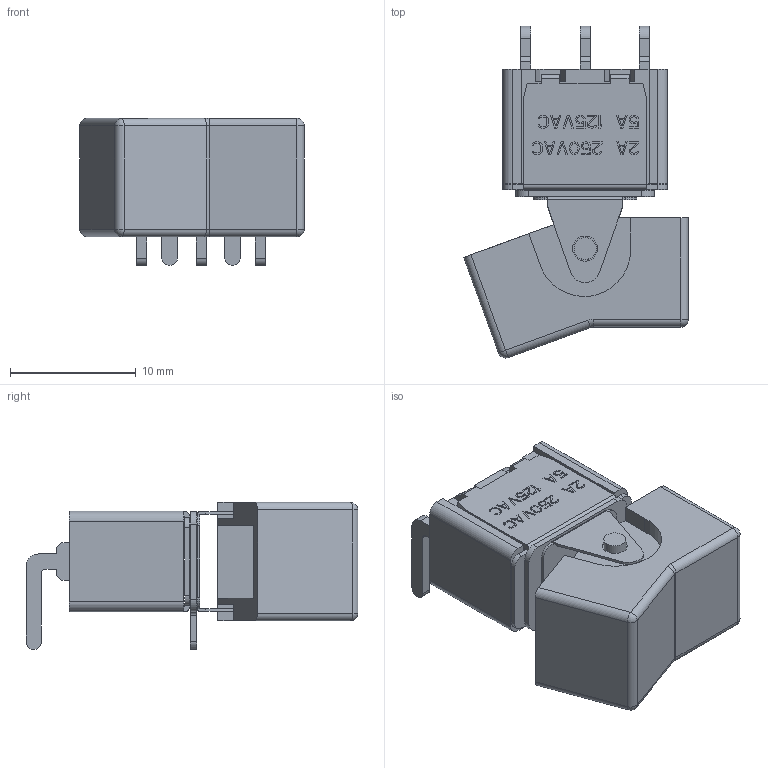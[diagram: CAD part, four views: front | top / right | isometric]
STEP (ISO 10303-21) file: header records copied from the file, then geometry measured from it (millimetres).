
FILE_DESCRIPTION((''),'2;1');
FILE_NAME('180','2021-05-11T22:27:55',('Administrator'),(''),'CREO PARAMETRIC BY PTC INC, 2016510','CREO PARAMETRIC BY PTC INC, 2016510','');
FILE_SCHEMA(('CONFIG_CONTROL_DESIGN','GEOMETRIC_VALIDATION_PROPERTIES_MIM'));
Length unit declared in the file: millimetre
Products named in the file (1): 180
Bounding box: 17.85 x 26.38 x 11.7 mm (x, y, z)
Volume: 1656.9 mm3; surface area: 2795 mm2
Topology: 5 solids, 5 shells, 937 faces, 2635 edges, 1750 vertices
Faces by surface type: plane 858, cylinder 73, sphere 4, torus 2
Entity records: 36359 total; most frequent: CARTESIAN_POINT 5324, ORIENTED_EDGE 5270, DIRECTION 4657, EDGE_CURVE 2635, VECTOR 2487, LINE 2487, VERTEX_POINT 1750, AXIS2_PLACEMENT_3D 1085
